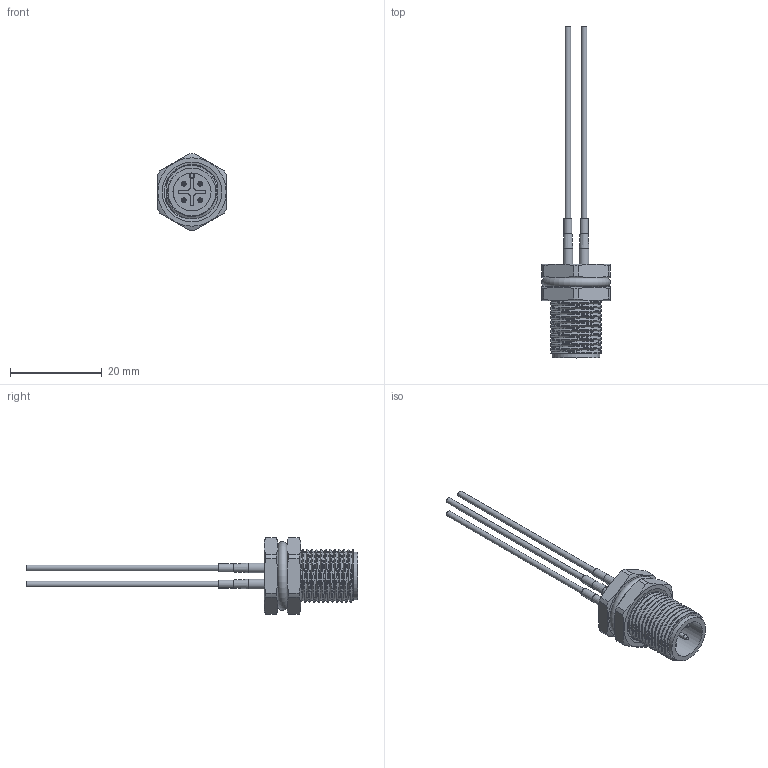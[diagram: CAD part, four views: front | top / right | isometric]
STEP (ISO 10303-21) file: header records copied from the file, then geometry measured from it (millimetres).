
FILE_DESCRIPTION(/* description */ ('Unknown'),/* implementation_level */ '2;1');
FILE_NAME(/* name */ '643452100304',/* time_stamp */ '2021-08-13T14:32:25+02:00',/* author */ ('Unknown'),/* organization */ ('Unknown'),/* preprocessor_version */ 'ST-DEVELOPER v16.7',/* originating_system */ 'Solid Edge',/* authorisation */ 'Unknown');
FILE_SCHEMA (('AUTOMOTIVE_DESIGN {1 0 10303 214 3 1 1}'));
Products named in the file (13): 6434521003xx; 6431501003xx; 6431501003xx_Shell; 643150100604; 643xx01003xx_Panel O-Ring; 643xx01003xx_Panel Nut; 6430501006xx_Pin; 6431501003xx_Glue; Wire 22AWG Brown; Wire 22AWG White; Wire 22AWG Blue; Wire 22AWG Black; 6433521003xx_Shrink tube
Assembly tree (18 placements, depth 3):
  6434521003xx
    6431501003xx
      6431501003xx_Shell
      643150100604
      643xx01003xx_Panel O-Ring
      643xx01003xx_Panel Nut
      6430501006xx_Pin  x4
      6431501003xx_Glue
    Wire 22AWG Brown
    Wire 22AWG White
    Wire 22AWG Blue
    Wire 22AWG Black
    6433521003xx_Shrink tube  x4
Bounding box: 15 x 72.5 x 16.8 mm (x, y, z)
Volume: 2515.5 mm3; surface area: 6046.8 mm2
Topology: 17 solids, 17 shells, 435 faces, 1008 edges, 654 vertices
Faces by surface type: cylinder 188, plane 179, cone 36, torus 28, bspline 4
Full cylindrical faces by diameter (mm): 0.77 x4, 1 x8, 1.1 x4, 1.245 x4, 1.3 x8, 1.4 x20, 1.42 x4, 1.5 x12, 1.6 x4, 1.7 x8, 1.781 x4, 2.1 x4, 8.3 x1, 9.44 x2, 9.45 x1, 10.2 x8, 10.45 x1, 10.6 x3, 10.607 x3, 10.65 x16
Entity records: 42173 total; most frequent: CARTESIAN_POINT 35905, DIRECTION 1165, ORIENTED_EDGE 1118, EDGE_CURVE 559, AXIS2_PLACEMENT_3D 483, VERTEX_POINT 413, FACE_BOUND 408, EDGE_LOOP 406
